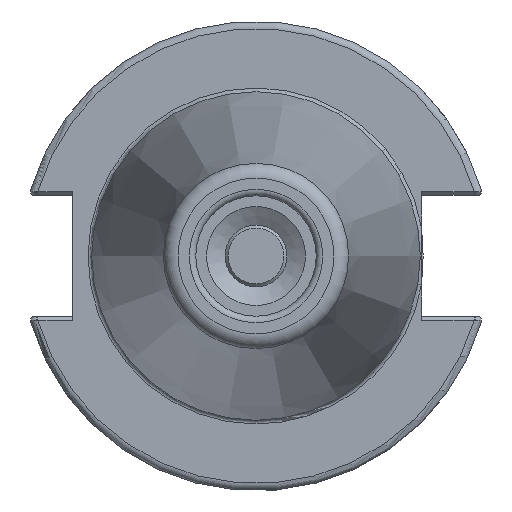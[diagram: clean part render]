
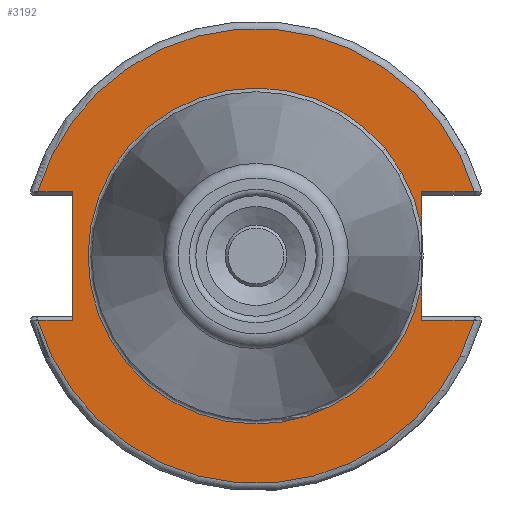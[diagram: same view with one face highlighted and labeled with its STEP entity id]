
A CAD part, left-side view. The second image highlights one B-rep face of the part: STEP entity #3192.
In plain terms, the highlighted planar face has unit normal (-1, 0, 0).
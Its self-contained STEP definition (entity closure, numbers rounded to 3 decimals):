
#156=PLANE('',#3418);
#286=FACE_OUTER_BOUND('',#495,.T.);
#495=EDGE_LOOP('',(#2218,#2219,#2220,#2221,#2222,#2223,#2224,#2225,#2226,
#2227,#2228));
#722=LINE('',#4664,#1016);
#727=LINE('',#4760,#1021);
#728=LINE('',#4764,#1022);
#729=LINE('',#4766,#1023);
#730=LINE('',#4772,#1024);
#731=LINE('',#4774,#1025);
#732=LINE('',#4777,#1026);
#1016=VECTOR('',#3741,10.);
#1021=VECTOR('',#3748,10.);
#1022=VECTOR('',#3751,10.);
#1023=VECTOR('',#3752,10.);
#1024=VECTOR('',#3757,10.);
#1025=VECTOR('',#3758,10.);
#1026=VECTOR('',#3761,10.);
#1310=CIRCLE('',#3419,30.775);
#1311=CIRCLE('',#3420,22.725);
#1312=CIRCLE('',#3421,22.725);
#1313=CIRCLE('',#3422,30.775);
#1432=VERTEX_POINT('',#4661);
#1433=VERTEX_POINT('',#4663);
#1439=VERTEX_POINT('',#4759);
#1440=VERTEX_POINT('',#4761);
#1441=VERTEX_POINT('',#4763);
#1442=VERTEX_POINT('',#4765);
#1443=VERTEX_POINT('',#4767);
#1444=VERTEX_POINT('',#4769);
#1445=VERTEX_POINT('',#4771);
#1446=VERTEX_POINT('',#4773);
#1447=VERTEX_POINT('',#4775);
#1728=EDGE_CURVE('',#1432,#1433,#722,.T.);
#1737=EDGE_CURVE('',#1439,#1433,#727,.T.);
#1738=EDGE_CURVE('',#1440,#1432,#1310,.T.);
#1739=EDGE_CURVE('',#1441,#1440,#728,.T.);
#1740=EDGE_CURVE('',#1441,#1442,#729,.F.);
#1741=EDGE_CURVE('',#1443,#1442,#1311,.T.);
#1742=EDGE_CURVE('',#1444,#1443,#1312,.T.);
#1743=EDGE_CURVE('',#1444,#1445,#730,.T.);
#1744=EDGE_CURVE('',#1446,#1445,#731,.T.);
#1745=EDGE_CURVE('',#1447,#1446,#1313,.T.);
#1746=EDGE_CURVE('',#1439,#1447,#732,.T.);
#2218=ORIENTED_EDGE('',*,*,#1737,.T.);
#2219=ORIENTED_EDGE('',*,*,#1728,.F.);
#2220=ORIENTED_EDGE('',*,*,#1738,.F.);
#2221=ORIENTED_EDGE('',*,*,#1739,.F.);
#2222=ORIENTED_EDGE('',*,*,#1740,.T.);
#2223=ORIENTED_EDGE('',*,*,#1741,.F.);
#2224=ORIENTED_EDGE('',*,*,#1742,.F.);
#2225=ORIENTED_EDGE('',*,*,#1743,.T.);
#2226=ORIENTED_EDGE('',*,*,#1744,.F.);
#2227=ORIENTED_EDGE('',*,*,#1745,.F.);
#2228=ORIENTED_EDGE('',*,*,#1746,.F.);
#3192=ADVANCED_FACE('',(#286),#156,.T.);
#3418=AXIS2_PLACEMENT_3D('',#4758,#3746,#3747);
#3419=AXIS2_PLACEMENT_3D('',#4762,#3749,#3750);
#3420=AXIS2_PLACEMENT_3D('',#4768,#3753,#3754);
#3421=AXIS2_PLACEMENT_3D('',#4770,#3755,#3756);
#3422=AXIS2_PLACEMENT_3D('',#4776,#3759,#3760);
#3741=DIRECTION('',(0.,-1.,0.));
#3746=DIRECTION('center_axis',(-1.,0.,0.));
#3747=DIRECTION('ref_axis',(0.,0.,1.));
#3748=DIRECTION('',(0.,0.,-1.));
#3749=DIRECTION('center_axis',(1.,0.,0.));
#3750=DIRECTION('ref_axis',(0.,0.,-1.));
#3751=DIRECTION('',(0.,-1.,0.));
#3752=DIRECTION('',(0.,0.,-1.));
#3753=DIRECTION('center_axis',(-1.,0.,0.));
#3754=DIRECTION('ref_axis',(0.,1.,0.));
#3755=DIRECTION('center_axis',(-1.,0.,0.));
#3756=DIRECTION('ref_axis',(0.,1.,0.));
#3757=DIRECTION('',(0.,0.,1.));
#3758=DIRECTION('',(0.,1.,0.));
#3759=DIRECTION('center_axis',(1.,0.,0.));
#3760=DIRECTION('ref_axis',(0.,0.,1.));
#3761=DIRECTION('',(0.,1.,0.));
#4661=CARTESIAN_POINT('',(1.,29.523,-8.69));
#4663=CARTESIAN_POINT('',(1.,24.8,-8.69));
#4664=CARTESIAN_POINT('',(1.,27.787,-8.69));
#4758=CARTESIAN_POINT('Origin',(1.,30.775,0.));
#4759=CARTESIAN_POINT('',(1.,24.8,8.69));
#4760=CARTESIAN_POINT('',(1.,24.8,4.095));
#4761=CARTESIAN_POINT('',(1.,-29.523,-8.69));
#4762=CARTESIAN_POINT('Origin',(1.,0.,
0.));
#4763=CARTESIAN_POINT('',(1.,-22.41,-8.69));
#4764=CARTESIAN_POINT('',(1.,27.787,-8.69));
#4765=CARTESIAN_POINT('',(1.,-22.41,-3.771));
#4766=CARTESIAN_POINT('',(1.,-22.41,-4.095));
#4767=CARTESIAN_POINT('',(1.,0.,-22.725));
#4768=CARTESIAN_POINT('Origin',(1.,0.,
0.));
#4769=CARTESIAN_POINT('',(1.,-22.41,3.771));
#4770=CARTESIAN_POINT('Origin',(1.,0.,
0.));
#4771=CARTESIAN_POINT('',(1.,-22.41,8.69));
#4772=CARTESIAN_POINT('',(1.,-22.41,-4.095));
#4773=CARTESIAN_POINT('',(1.,-29.523,8.69));
#4774=CARTESIAN_POINT('',(1.,32.958,8.69));
#4775=CARTESIAN_POINT('',(1.,29.523,8.69));
#4776=CARTESIAN_POINT('Origin',(1.,0.,
0.));
#4777=CARTESIAN_POINT('',(1.,32.958,8.69));
